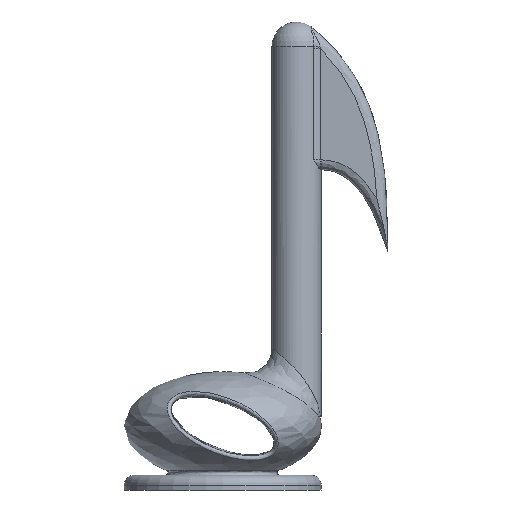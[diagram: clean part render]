
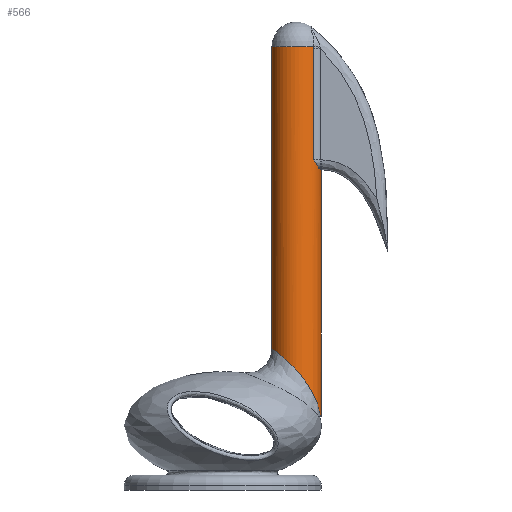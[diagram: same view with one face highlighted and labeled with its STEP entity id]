
A CAD part, front view. The second image highlights one B-rep face of the part: STEP entity #566.
In plain terms, the highlighted cylindrical face has radius 5 mm (diameter 10 mm), a full revolution.
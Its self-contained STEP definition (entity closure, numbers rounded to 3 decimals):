
#37=B_SPLINE_CURVE_WITH_KNOTS('',3,(#856,#857,#858,#859,#860,#861,#862,
#863,#864,#865),.UNSPECIFIED.,.F.,.F.,(4,2,2,2,4),(0.788,0.839,
0.908,1.085,1.086),.UNSPECIFIED.);
#41=B_SPLINE_CURVE_WITH_KNOTS('',3,(#956,#957,#958,#959,#960,#961,#962,
#963,#964,#965),.UNSPECIFIED.,.F.,.F.,(4,2,2,2,4),(-0.001,
0.,0.177,0.246,0.297),.UNSPECIFIED.);
#47=B_SPLINE_CURVE_WITH_KNOTS('',3,(#1123,#1124,#1125,#1126),
 .UNSPECIFIED.,.F.,.F.,(4,4),(-0.043,0.),
 .UNSPECIFIED.);
#49=B_SPLINE_CURVE_WITH_KNOTS('',3,(#1138,#1139,#1140,#1141,#1142,#1143,
#1144,#1145,#1146,#1147,#1148),.UNSPECIFIED.,.F.,.F.,(4,1,1,1,1,1,1,1,4),
(-6.818,-6.354,-5.889,-5.425,
-4.96,-4.65,-4.031,-3.721,
-3.566),.UNSPECIFIED.);
#50=B_SPLINE_CURVE_WITH_KNOTS('',3,(#1151,#1152,#1153,#1154,#1155,#1156,
#1157,#1158,#1159,#1160),.UNSPECIFIED.,.F.,.F.,(4,1,1,1,1,1,1,4),(-3.566,
-3.101,-2.637,-2.172,-1.707,
-1.243,-0.778,-0.313),.UNSPECIFIED.);
#108=FACE_OUTER_BOUND('',#144,.T.);
#144=EDGE_LOOP('',(#416,#417,#418,#419,#420,#421,#422,#423,#424,#425,#426,
#427,#428,#429));
#174=LINE('',#872,#187);
#180=LINE('',#1136,#193);
#181=LINE('',#1163,#194);
#187=VECTOR('',#680,10.);
#193=VECTOR('',#710,5.);
#194=VECTOR('',#715,10.);
#204=CIRCLE('',#626,5.);
#207=CIRCLE('',#630,5.);
#208=CIRCLE('',#631,5.);
#209=CIRCLE('',#632,5.);
#210=CIRCLE('',#633,5.);
#228=VERTEX_POINT('',#779);
#231=VERTEX_POINT('',#855);
#233=VERTEX_POINT('',#870);
#238=VERTEX_POINT('',#949);
#240=VERTEX_POINT('',#955);
#241=VERTEX_POINT('',#968);
#244=VERTEX_POINT('',#1062);
#248=VERTEX_POINT('',#1133);
#249=VERTEX_POINT('',#1135);
#250=VERTEX_POINT('',#1137);
#251=VERTEX_POINT('',#1149);
#252=VERTEX_POINT('',#1161);
#288=EDGE_CURVE('',#231,#228,#37,.F.);
#292=EDGE_CURVE('',#233,#231,#174,.T.);
#300=EDGE_CURVE('',#240,#238,#41,.T.);
#303=EDGE_CURVE('',#238,#241,#204,.T.);
#313=EDGE_CURVE('',#244,#233,#47,.T.);
#315=EDGE_CURVE('',#241,#228,#207,.T.);
#316=EDGE_CURVE('',#248,#244,#208,.T.);
#317=EDGE_CURVE('',#248,#249,#180,.T.);
#318=EDGE_CURVE('',#250,#249,#49,.T.);
#319=EDGE_CURVE('',#250,#251,#209,.T.);
#320=EDGE_CURVE('',#249,#251,#50,.T.);
#321=EDGE_CURVE('',#252,#248,#210,.T.);
#322=EDGE_CURVE('',#240,#252,#181,.T.);
#416=ORIENTED_EDGE('',*,*,#315,.T.);
#417=ORIENTED_EDGE('',*,*,#288,.F.);
#418=ORIENTED_EDGE('',*,*,#292,.F.);
#419=ORIENTED_EDGE('',*,*,#313,.F.);
#420=ORIENTED_EDGE('',*,*,#316,.F.);
#421=ORIENTED_EDGE('',*,*,#317,.T.);
#422=ORIENTED_EDGE('',*,*,#318,.F.);
#423=ORIENTED_EDGE('',*,*,#319,.T.);
#424=ORIENTED_EDGE('',*,*,#320,.F.);
#425=ORIENTED_EDGE('',*,*,#317,.F.);
#426=ORIENTED_EDGE('',*,*,#321,.F.);
#427=ORIENTED_EDGE('',*,*,#322,.F.);
#428=ORIENTED_EDGE('',*,*,#300,.T.);
#429=ORIENTED_EDGE('',*,*,#303,.T.);
#551=CYLINDRICAL_SURFACE('',#629,5.);
#566=ADVANCED_FACE('',(#108),#551,.T.);
#626=AXIS2_PLACEMENT_3D('',#970,#696,#697);
#629=AXIS2_PLACEMENT_3D('',#1131,#704,#705);
#630=AXIS2_PLACEMENT_3D('',#1132,#706,#707);
#631=AXIS2_PLACEMENT_3D('',#1134,#708,#709);
#632=AXIS2_PLACEMENT_3D('',#1150,#711,#712);
#633=AXIS2_PLACEMENT_3D('',#1162,#713,#714);
#680=DIRECTION('',(0.,0.,-1.));
#696=DIRECTION('center_axis',(0.,0.,-1.));
#697=DIRECTION('ref_axis',(1.,0.,0.));
#704=DIRECTION('center_axis',(0.,0.,1.));
#705=DIRECTION('ref_axis',(1.,0.,0.));
#706=DIRECTION('center_axis',(0.,0.,-1.));
#707=DIRECTION('ref_axis',(1.,0.,0.));
#708=DIRECTION('center_axis',(0.,0.,1.));
#709=DIRECTION('ref_axis',(1.,0.,0.));
#710=DIRECTION('',(0.,0.,-1.));
#711=DIRECTION('center_axis',(0.,0.,1.));
#712=DIRECTION('ref_axis',(1.,0.,0.));
#713=DIRECTION('center_axis',(0.,0.,1.));
#714=DIRECTION('ref_axis',(1.,0.,0.));
#715=DIRECTION('',(0.,0.,1.));
#779=CARTESIAN_POINT('',(19.899,-1.,52.));
#855=CARTESIAN_POINT('',(18.499,-3.571,54.));
#856=CARTESIAN_POINT('Ctrl Pts',(19.899,-1.,52.));
#857=CARTESIAN_POINT('Ctrl Pts',(19.855,-1.215,52.));
#858=CARTESIAN_POINT('Ctrl Pts',(19.798,-1.424,52.034));
#859=CARTESIAN_POINT('Ctrl Pts',(19.637,-1.891,52.184));
#860=CARTESIAN_POINT('Ctrl Pts',(19.529,-2.133,52.319));
#861=CARTESIAN_POINT('Ctrl Pts',(19.115,-2.911,52.914));
#862=CARTESIAN_POINT('Ctrl Pts',(18.774,-3.302,53.544));
#863=CARTESIAN_POINT('Ctrl Pts',(18.501,-3.57,53.997));
#864=CARTESIAN_POINT('Ctrl Pts',(18.5,-3.57,53.998));
#865=CARTESIAN_POINT('Ctrl Pts',(18.499,-3.571,54.));
#870=CARTESIAN_POINT('',(18.499,-3.571,76.573));
#872=CARTESIAN_POINT('',(18.499,-3.571,2.));
#949=CARTESIAN_POINT('',(19.899,1.,52.));
#955=CARTESIAN_POINT('',(18.499,3.571,54.));
#956=CARTESIAN_POINT('Ctrl Pts',(18.499,3.571,54.));
#957=CARTESIAN_POINT('Ctrl Pts',(18.5,3.57,53.998));
#958=CARTESIAN_POINT('Ctrl Pts',(18.501,3.57,53.997));
#959=CARTESIAN_POINT('Ctrl Pts',(18.774,3.302,53.544));
#960=CARTESIAN_POINT('Ctrl Pts',(19.115,2.911,52.914));
#961=CARTESIAN_POINT('Ctrl Pts',(19.529,2.133,52.319));
#962=CARTESIAN_POINT('Ctrl Pts',(19.637,1.891,52.184));
#963=CARTESIAN_POINT('Ctrl Pts',(19.798,1.424,52.034));
#964=CARTESIAN_POINT('Ctrl Pts',(19.855,1.215,52.));
#965=CARTESIAN_POINT('Ctrl Pts',(19.899,1.,52.));
#968=CARTESIAN_POINT('',(20.,0.,52.));
#970=CARTESIAN_POINT('Origin',(15.,0.,52.));
#1062=CARTESIAN_POINT('',(18.508,-3.563,77.));
#1123=CARTESIAN_POINT('Ctrl Pts',(18.508,-3.563,77.));
#1124=CARTESIAN_POINT('Ctrl Pts',(18.502,-3.569,76.858));
#1125=CARTESIAN_POINT('Ctrl Pts',(18.499,-3.571,76.715));
#1126=CARTESIAN_POINT('Ctrl Pts',(18.499,-3.571,76.573));
#1131=CARTESIAN_POINT('Origin',(15.,0.,2.));
#1132=CARTESIAN_POINT('Origin',(15.,0.,52.));
#1133=CARTESIAN_POINT('',(10.,0.,77.));
#1134=CARTESIAN_POINT('Origin',(15.,0.,77.));
#1135=CARTESIAN_POINT('',(10.001,0.,15.694));
#1136=CARTESIAN_POINT('',(10.,0.,2.));
#1137=CARTESIAN_POINT('',(19.849,-1.22,2.));
#1138=CARTESIAN_POINT('Ctrl Pts',(19.849,-1.22,2.));
#1139=CARTESIAN_POINT('Ctrl Pts',(19.702,-1.806,2.975));
#1140=CARTESIAN_POINT('Ctrl Pts',(19.193,-2.93,4.903));
#1141=CARTESIAN_POINT('Ctrl Pts',(17.828,-4.273,7.686));
#1142=CARTESIAN_POINT('Ctrl Pts',(15.985,-5.041,10.247));
#1143=CARTESIAN_POINT('Ctrl Pts',(14.119,-5.028,12.234));
#1144=CARTESIAN_POINT('Ctrl Pts',(12.085,-4.266,14.089));
#1145=CARTESIAN_POINT('Ctrl Pts',(10.62,-2.778,15.234));
#1146=CARTESIAN_POINT('Ctrl Pts',(10.057,-1.036,15.65));
#1147=CARTESIAN_POINT('Ctrl Pts',(10.,-0.259,15.694));
#1148=CARTESIAN_POINT('Ctrl Pts',(10.001,0.,
15.694));
#1149=CARTESIAN_POINT('',(19.849,1.22,2.));
#1150=CARTESIAN_POINT('Origin',(15.,0.,2.));
#1151=CARTESIAN_POINT('Ctrl Pts',(10.001,0.,
15.694));
#1152=CARTESIAN_POINT('Ctrl Pts',(10.004,0.775,15.693));
#1153=CARTESIAN_POINT('Ctrl Pts',(10.364,2.325,15.426));
#1154=CARTESIAN_POINT('Ctrl Pts',(11.866,4.106,14.261));
#1155=CARTESIAN_POINT('Ctrl Pts',(13.882,5.029,12.485));
#1156=CARTESIAN_POINT('Ctrl Pts',(15.981,5.04,10.253));
#1157=CARTESIAN_POINT('Ctrl Pts',(17.823,4.277,7.694));
#1158=CARTESIAN_POINT('Ctrl Pts',(19.19,2.934,4.911));
#1159=CARTESIAN_POINT('Ctrl Pts',(19.701,1.809,2.98));
#1160=CARTESIAN_POINT('Ctrl Pts',(19.849,1.22,2.));
#1161=CARTESIAN_POINT('',(18.499,3.571,77.));
#1162=CARTESIAN_POINT('Origin',(15.,0.,77.));
#1163=CARTESIAN_POINT('',(18.499,3.571,2.));
